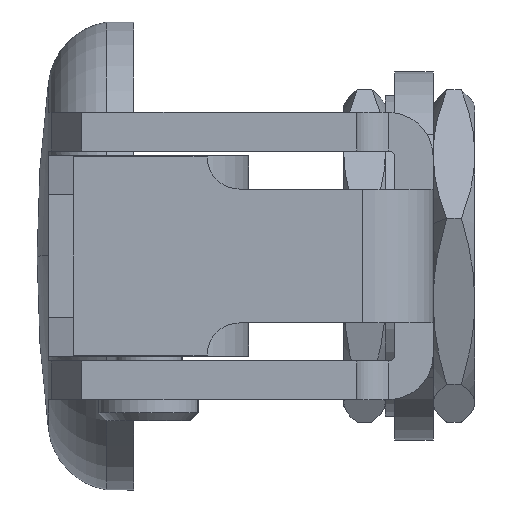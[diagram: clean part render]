
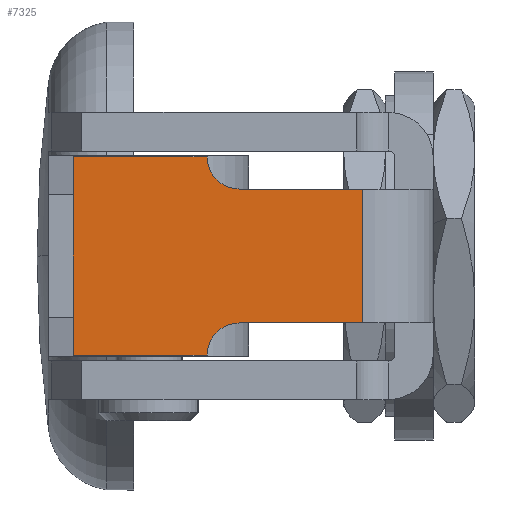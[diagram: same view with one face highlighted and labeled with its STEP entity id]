
A CAD part, left-side view. The second image highlights one B-rep face of the part: STEP entity #7325.
In plain terms, the highlighted planar face has unit normal (-1, 0, 0).
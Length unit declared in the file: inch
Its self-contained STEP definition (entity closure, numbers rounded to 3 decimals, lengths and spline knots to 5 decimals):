
#228 = CARTESIAN_POINT ( 'NONE',  ( -0.783, 0.6, 0.185 ) ) ;
#520 = LINE ( 'NONE', #1615, #14697 ) ;
#534 = DIRECTION ( 'NONE',  ( -1., 0., 0. ) ) ;
#545 = ORIENTED_EDGE ( 'NONE', *, *, #15283, .F. ) ;
#917 = ORIENTED_EDGE ( 'NONE', *, *, #10442, .F. ) ;
#1615 = CARTESIAN_POINT ( 'NONE',  ( -0.783, 0.35, -0.185 ) ) ;
#1675 = CIRCLE ( 'NONE', #14158, 0.06 ) ;
#1757 = VECTOR ( 'NONE', #4251, 39.37008 ) ;
#1783 = CARTESIAN_POINT ( 'NONE',  ( -0.783, 0.35, 0.185 ) ) ;
#1933 = VERTEX_POINT ( 'NONE', #6253 ) ;
#2243 = VERTEX_POINT ( 'NONE', #11809 ) ;
#2282 = CARTESIAN_POINT ( 'NONE',  ( -0.783, 0.29, 0.185 ) ) ;
#2829 = EDGE_CURVE ( 'NONE', #1933, #13067, #1675, .T. ) ;
#3204 = LINE ( 'NONE', #12284, #13532 ) ;
#3686 = ORIENTED_EDGE ( 'NONE', *, *, #5013, .F. ) ;
#3949 = FACE_OUTER_BOUND ( 'NONE', #13014, .T. ) ;
#4041 = CARTESIAN_POINT ( 'NONE',  ( -0.783, 0.29, -0.125 ) ) ;
#4042 = ORIENTED_EDGE ( 'NONE', *, *, #10052, .F. ) ;
#4243 = CARTESIAN_POINT ( 'NONE',  ( -0.783, 0.06, -0.125 ) ) ;
#4251 = DIRECTION ( 'NONE',  ( 0., -1., 0. ) ) ;
#5013 = EDGE_CURVE ( 'NONE', #11474, #14811, #15022, .T. ) ;
#5049 = DIRECTION ( 'NONE',  ( 0., 1., 0. ) ) ;
#5065 = VERTEX_POINT ( 'NONE', #4041 ) ;
#5071 = EDGE_CURVE ( 'NONE', #13067, #10119, #3204, .T. ) ;
#5833 = DIRECTION ( 'NONE',  ( 0., 1., 0. ) ) ;
#5843 = PLANE ( 'NONE',  #14824 ) ;
#6058 = CARTESIAN_POINT ( 'NONE',  ( -0.783, 0.6, -0.185 ) ) ;
#6253 = CARTESIAN_POINT ( 'NONE',  ( -0.783, 0.35, 0.185 ) ) ;
#6706 = CARTESIAN_POINT ( 'NONE',  ( -0.783, 0.06, 0.125 ) ) ;
#7036 = VERTEX_POINT ( 'NONE', #4243 ) ;
#7101 = DIRECTION ( 'NONE',  ( 1., 0., 0. ) ) ;
#7201 = ORIENTED_EDGE ( 'NONE', *, *, #9165, .F. ) ;
#7325 = ADVANCED_FACE ( 'NONE', ( #3949 ), #5843, .F. ) ;
#7725 = LINE ( 'NONE', #6706, #10276 ) ;
#8173 = DIRECTION ( 'NONE',  ( -1., 0., 0. ) ) ;
#8493 = EDGE_CURVE ( 'NONE', #2243, #11474, #520, .T. ) ;
#8629 = CIRCLE ( 'NONE', #9403, 0.06 ) ;
#8952 = DIRECTION ( 'NONE',  ( 0., 0., -1. ) ) ;
#9165 = EDGE_CURVE ( 'NONE', #14811, #1933, #12991, .T. ) ;
#9261 = VECTOR ( 'NONE', #5833, 39.37008 ) ;
#9403 = AXIS2_PLACEMENT_3D ( 'NONE', #13415, #534, #11274 ) ;
#9727 = CARTESIAN_POINT ( 'NONE',  ( -0.783, 0.6, -0.185 ) ) ;
#9765 = DIRECTION ( 'NONE',  ( 0., 0., -1. ) ) ;
#10052 = EDGE_CURVE ( 'NONE', #10119, #7036, #7725, .T. ) ;
#10119 = VERTEX_POINT ( 'NONE', #11595 ) ;
#10276 = VECTOR ( 'NONE', #8952, 39.37008 ) ;
#10375 = DIRECTION ( 'NONE',  ( 0., 0., -1. ) ) ;
#10442 = EDGE_CURVE ( 'NONE', #5065, #2243, #8629, .T. ) ;
#10645 = CARTESIAN_POINT ( 'NONE',  ( -0.783, 0.29, 0.185 ) ) ;
#11274 = DIRECTION ( 'NONE',  ( 0., 0., 1. ) ) ;
#11474 = VERTEX_POINT ( 'NONE', #9727 ) ;
#11508 = ORIENTED_EDGE ( 'NONE', *, *, #2829, .F. ) ;
#11595 = CARTESIAN_POINT ( 'NONE',  ( -0.783, 0.06, 0.125 ) ) ;
#11809 = CARTESIAN_POINT ( 'NONE',  ( -0.783, 0.35, -0.185 ) ) ;
#12284 = CARTESIAN_POINT ( 'NONE',  ( -0.783, 0.06, 0.125 ) ) ;
#12382 = LINE ( 'NONE', #14026, #9261 ) ;
#12991 = LINE ( 'NONE', #1783, #1757 ) ;
#13014 = EDGE_LOOP ( 'NONE', ( #4042, #13548, #11508, #7201, #3686, #13709, #917, #545 ) ) ;
#13067 = VERTEX_POINT ( 'NONE', #13649 ) ;
#13370 = DIRECTION ( 'NONE',  ( 0., -1., 0. ) ) ;
#13415 = CARTESIAN_POINT ( 'NONE',  ( -0.783, 0.29, -0.185 ) ) ;
#13532 = VECTOR ( 'NONE', #13370, 39.37008 ) ;
#13548 = ORIENTED_EDGE ( 'NONE', *, *, #5071, .F. ) ;
#13649 = CARTESIAN_POINT ( 'NONE',  ( -0.783, 0.29, 0.125 ) ) ;
#13709 = ORIENTED_EDGE ( 'NONE', *, *, #8493, .F. ) ;
#13906 = VECTOR ( 'NONE', #14283, 39.37008 ) ;
#14026 = CARTESIAN_POINT ( 'NONE',  ( -0.783, 0.06, -0.125 ) ) ;
#14158 = AXIS2_PLACEMENT_3D ( 'NONE', #2282, #8173, #10375 ) ;
#14283 = DIRECTION ( 'NONE',  ( 0., 0., 1. ) ) ;
#14697 = VECTOR ( 'NONE', #5049, 39.37008 ) ;
#14811 = VERTEX_POINT ( 'NONE', #228 ) ;
#14824 = AXIS2_PLACEMENT_3D ( 'NONE', #10645, #7101, #9765 ) ;
#15022 = LINE ( 'NONE', #6058, #13906 ) ;
#15283 = EDGE_CURVE ( 'NONE', #7036, #5065, #12382, .T. ) ;
